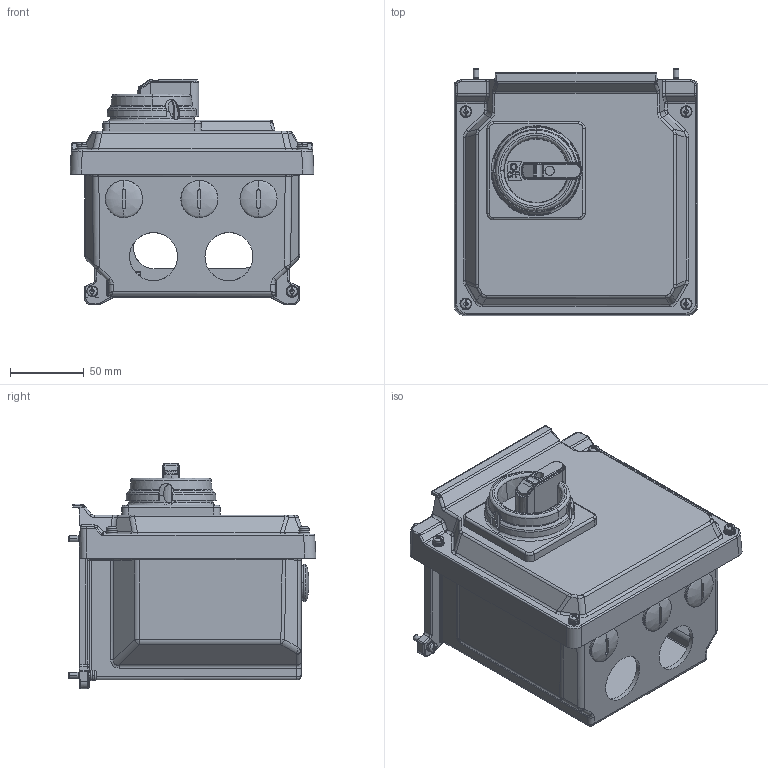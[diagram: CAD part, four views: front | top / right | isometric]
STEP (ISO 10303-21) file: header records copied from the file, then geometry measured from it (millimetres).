
FILE_DESCRIPTION (( 'STEP AP214' ), '1' );
FILE_NAME ('GS20XA-DSC.STEP', '2020-03-10T21:12:54', ( '' ), ( '' ), 'SwSTEP 2.0', 'SolidWorks 2017', '' );
FILE_SCHEMA (( 'AUTOMOTIVE_DESIGN' ));
Length unit declared in the file: inch
Products named in the file (1): GS20XA-DSC
Bounding box: 165 x 167.6 x 152.64 mm (x, y, z)
Volume: 334058.9 mm3; surface area: 282771.7 mm2
Topology: 38 solids, 39 shells, 2365 faces, 6071 edges, 3813 vertices
Faces by surface type: plane 913, cylinder 773, bspline 389, cone 287, torus 3
Entity records: 97948 total; most frequent: CARTESIAN_POINT 43974, ORIENTED_EDGE 12088, DIRECTION 8899, EDGE_CURVE 6044, VERTEX_POINT 3813, AXIS2_PLACEMENT_3D 3078, VECTOR 2743, LINE 2743
